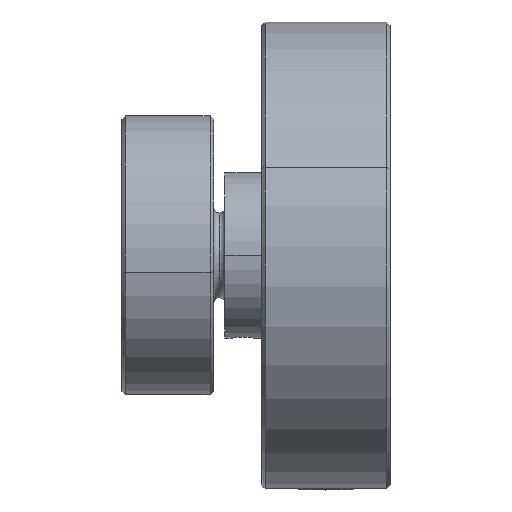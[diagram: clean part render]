
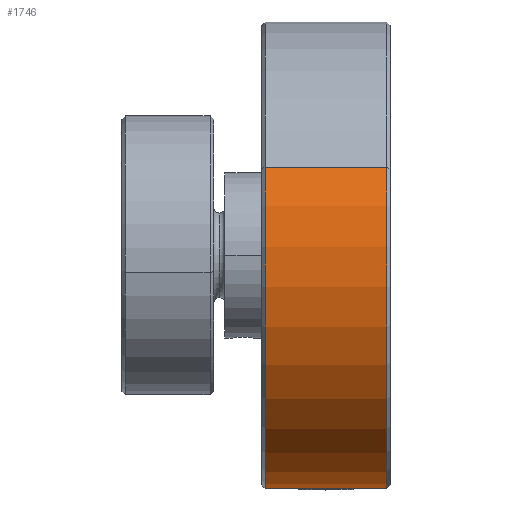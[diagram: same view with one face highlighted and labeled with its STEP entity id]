
A CAD part, front view. The second image highlights one B-rep face of the part: STEP entity #1746.
In plain terms, the highlighted cylindrical face has radius 63.5 mm (diameter 127 mm), a partial arc.
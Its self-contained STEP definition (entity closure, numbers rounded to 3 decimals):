
#1746=ADVANCED_FACE('',(#3413),#3414,.T.);
#3413=FACE_OUTER_BOUND('',#5085,.T.);
#3414=CYLINDRICAL_SURFACE('',#5086,63.5);
#5085=EDGE_LOOP('',(#9091,#9092,#9093,#9094));
#5086=AXIS2_PLACEMENT_3D('',#9095,#9096,#9097);
#9091=ORIENTED_EDGE('',*,*,#11576,.F.);
#9092=ORIENTED_EDGE('',*,*,#10728,.T.);
#9093=ORIENTED_EDGE('',*,*,#11577,.F.);
#9094=ORIENTED_EDGE('',*,*,#10363,.F.);
#9095=CARTESIAN_POINT('',(0.,0.,-103.));
#9096=DIRECTION('',(0.,-1.0,0.));
#9097=DIRECTION('',(-0.378,0.,0.926));
#10363=EDGE_CURVE('3:4172',#12554,#12557,#12558,.T.);
#10728=EDGE_CURVE('3:4169',#12984,#12986,#13121,.T.);
#11576=EDGE_CURVE('',#12984,#12554,#14241,.T.);
#11577=EDGE_CURVE('',#12557,#12986,#14242,.T.);
#12554=VERTEX_POINT('',#15554);
#12557=VERTEX_POINT('',#15558);
#12558=CIRCLE('',#15559,63.5);
#12984=VERTEX_POINT('',#16253);
#12986=VERTEX_POINT('',#16256);
#13121=CIRCLE('',#16490,63.5);
#14241=LINE('',#18514,#18515);
#14242=LINE('',#18516,#18517);
#15554=CARTESIAN_POINT('',(-24.035,-16.5,-44.224));
#15558=CARTESIAN_POINT('',(24.035,-16.5,-161.776));
#15559=AXIS2_PLACEMENT_3D('',#19562,#19563,#19564);
#16253=CARTESIAN_POINT('',(-24.035,16.5,-44.224));
#16256=CARTESIAN_POINT('',(24.035,16.5,-161.776));
#16490=AXIS2_PLACEMENT_3D('',#20111,#20112,#20113);
#18514=CARTESIAN_POINT('',(-24.035,0.,-44.224));
#18515=VECTOR('',#21125,1.0);
#18516=CARTESIAN_POINT('',(24.035,0.,-161.776));
#18517=VECTOR('',#21126,1.0);
#19562=CARTESIAN_POINT('',(0.,-16.5,-103.));
#19563=DIRECTION('',(0.,-1.0,0.));
#19564=DIRECTION('',(-0.378,0.,0.926));
#20111=CARTESIAN_POINT('',(0.,16.5,-103.));
#20112=DIRECTION('',(0.,-1.0,0.));
#20113=DIRECTION('',(-0.378,0.,0.926));
#21125=DIRECTION('',(0.,-1.0,0.));
#21126=DIRECTION('',(0.,1.0,0.));
